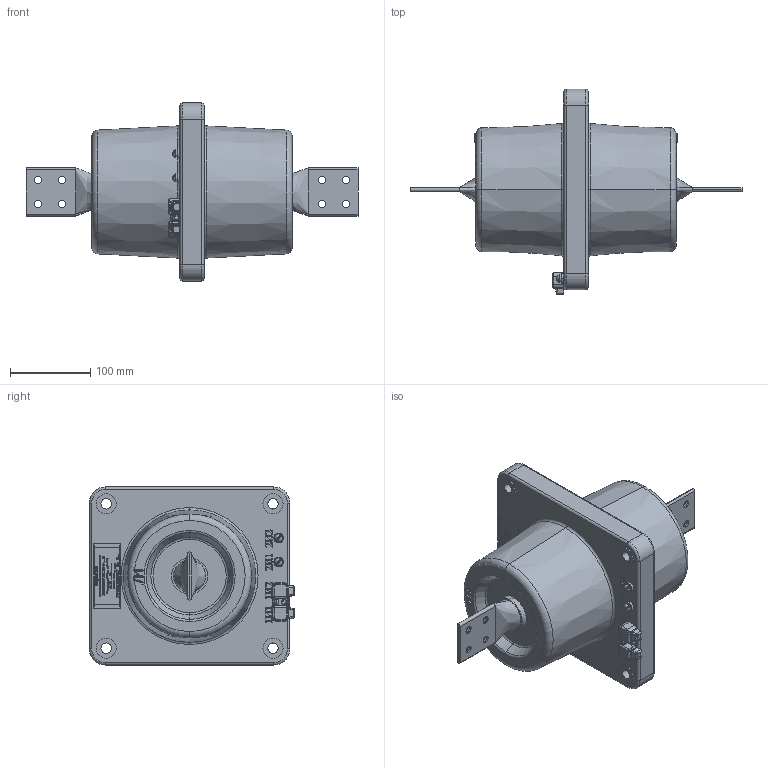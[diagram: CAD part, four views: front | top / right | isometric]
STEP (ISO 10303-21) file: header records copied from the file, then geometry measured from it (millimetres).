
FILE_DESCRIPTION (( 'STEP AP203' ), '1' );
FILE_NAME ('ﾒﾏﾎﾋ-10 (300-2000)ﾀ.STEP', '2013-02-28T06:42:03', ( '' ), ( '' ), 'SwSTEP 2.0', 'SolidWorks 2010', '' );
FILE_SCHEMA (( 'CONFIG_CONTROL_DESIGN' ));
Length unit declared in the file: millimetre
Products named in the file (1): ﾒﾏﾎﾋ-10 (300-2000)ﾀ
Bounding box: 414 x 256 x 222 mm (x, y, z)
Volume: 5786430 mm3; surface area: 326297.5 mm2
Topology: 1 solids, 5 shells, 2858 faces, 7483 edges, 4907 vertices
Faces by surface type: plane 1676, bspline 827, cylinder 243, cone 56, torus 32, sphere 24
Entity records: 141541 total; most frequent: CARTESIAN_POINT 76585, ORIENTED_EDGE 14938, DIRECTION 10441, EDGE_CURVE 7469, LINE 5025, VECTOR 5025, VERTEX_POINT 4907, EDGE_LOOP 3200
